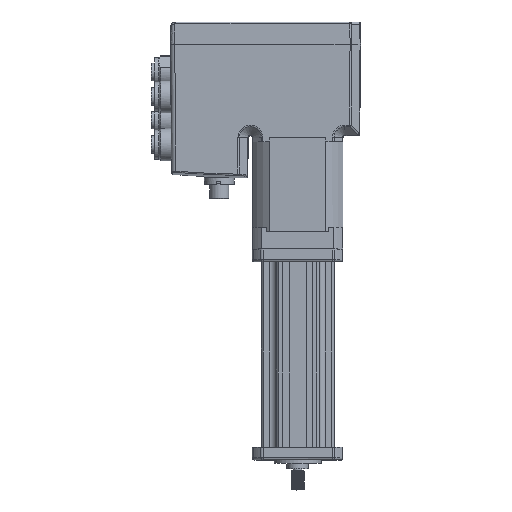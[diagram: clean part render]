
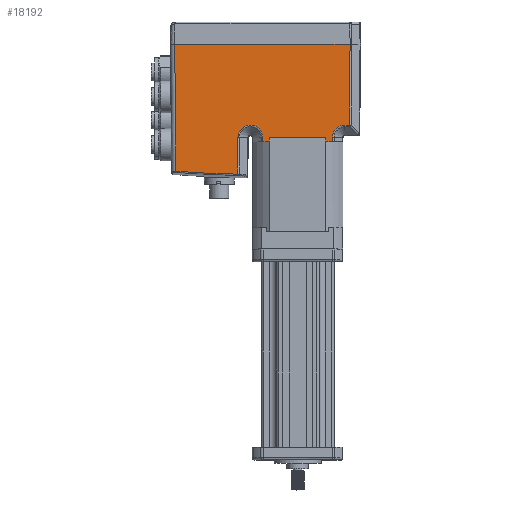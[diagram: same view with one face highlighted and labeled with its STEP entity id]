
A CAD part, top view. The second image highlights one B-rep face of the part: STEP entity #18192.
In plain terms, the highlighted planar face has unit normal (0, -0.009, 1).
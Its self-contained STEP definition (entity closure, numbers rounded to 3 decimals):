
#309=CIRCLE('',#19114,396.781);
#897=B_SPLINE_CURVE_WITH_KNOTS('',3,(#24536,#24537,#24538,#24539),
 .UNSPECIFIED.,.F.,.F.,(4,4),(0.,1.),.UNSPECIFIED.);
#898=B_SPLINE_CURVE_WITH_KNOTS('',3,(#24543,#24544,#24545,#24546),
 .UNSPECIFIED.,.F.,.F.,(4,4),(0.,1.),.UNSPECIFIED.);
#958=B_SPLINE_CURVE_WITH_KNOTS('',3,(#25789,#25790,#25791,#25792,#25793,
#25794,#25795,#25796,#25797,#25798),.UNSPECIFIED.,.F.,.F.,(4,2,2,2,4),(0.,
0.391,0.781,1.172,1.562),
 .UNSPECIFIED.);
#959=B_SPLINE_CURVE_WITH_KNOTS('',3,(#25809,#25810,#25811,#25812),
 .UNSPECIFIED.,.F.,.F.,(4,4),(0.,0.001),.UNSPECIFIED.);
#960=B_SPLINE_CURVE_WITH_KNOTS('',3,(#25813,#25814,#25815,#25816),
 .UNSPECIFIED.,.F.,.F.,(4,4),(0.,0.001),
 .UNSPECIFIED.);
#1448=(
BOUNDED_CURVE()
B_SPLINE_CURVE(3,(#25800,#25801,#25802,#25803),.UNSPECIFIED.,.F.,.F.)
B_SPLINE_CURVE_WITH_KNOTS((4,4),(0.,1.579),.UNSPECIFIED.)
CURVE()
GEOMETRIC_REPRESENTATION_ITEM()
RATIONAL_B_SPLINE_CURVE((1.,0.803,0.803,1.))
REPRESENTATION_ITEM('')
);
#1449=(
BOUNDED_CURVE()
B_SPLINE_CURVE(3,(#25822,#25823,#25824,#25825),.UNSPECIFIED.,.F.,.F.)
B_SPLINE_CURVE_WITH_KNOTS((4,4),(4.704,6.283),
 .UNSPECIFIED.)
CURVE()
GEOMETRIC_REPRESENTATION_ITEM()
RATIONAL_B_SPLINE_CURVE((1.,0.803,0.803,1.))
REPRESENTATION_ITEM('')
);
#2016=ORIENTED_EDGE('',*,*,#5564,.T.);
#2017=ORIENTED_EDGE('',*,*,#5565,.T.);
#2018=ORIENTED_EDGE('',*,*,#5566,.F.);
#2019=ORIENTED_EDGE('',*,*,#5567,.T.);
#2020=ORIENTED_EDGE('',*,*,#5568,.T.);
#2021=ORIENTED_EDGE('',*,*,#5569,.T.);
#2022=ORIENTED_EDGE('',*,*,#5570,.T.);
#2023=ORIENTED_EDGE('',*,*,#5571,.T.);
#2024=ORIENTED_EDGE('',*,*,#5572,.T.);
#2025=ORIENTED_EDGE('',*,*,#5573,.F.);
#2026=ORIENTED_EDGE('',*,*,#5574,.T.);
#2027=ORIENTED_EDGE('',*,*,#5385,.T.);
#2028=ORIENTED_EDGE('',*,*,#5384,.T.);
#2029=ORIENTED_EDGE('',*,*,#5383,.F.);
#2030=ORIENTED_EDGE('',*,*,#5575,.T.);
#2031=ORIENTED_EDGE('',*,*,#5576,.F.);
#2032=ORIENTED_EDGE('',*,*,#5577,.T.);
#2033=ORIENTED_EDGE('',*,*,#5578,.T.);
#5383=EDGE_CURVE('',#7189,#7197,#897,.T.);
#5384=EDGE_CURVE('',#7198,#7197,#8401,.T.);
#5385=EDGE_CURVE('',#7181,#7198,#898,.F.);
#5564=EDGE_CURVE('',#7345,#7346,#8469,.T.);
#5565=EDGE_CURVE('',#7346,#7347,#8470,.T.);
#5566=EDGE_CURVE('',#7348,#7347,#8471,.T.);
#5567=EDGE_CURVE('',#7348,#7349,#8472,.T.);
#5568=EDGE_CURVE('',#7349,#7350,#309,.T.);
#5569=EDGE_CURVE('',#7350,#7351,#8473,.T.);
#5570=EDGE_CURVE('',#7351,#7352,#958,.T.);
#5571=EDGE_CURVE('',#7352,#7353,#1448,.T.);
#5572=EDGE_CURVE('',#7353,#7354,#8474,.T.);
#5573=EDGE_CURVE('',#7355,#7354,#8475,.T.);
#5574=EDGE_CURVE('',#7355,#7181,#959,.T.);
#5575=EDGE_CURVE('',#7189,#7356,#960,.T.);
#5576=EDGE_CURVE('',#7357,#7356,#8476,.T.);
#5577=EDGE_CURVE('',#7357,#7358,#8477,.T.);
#5578=EDGE_CURVE('',#7358,#7345,#1449,.T.);
#7181=VERTEX_POINT('',#24477);
#7189=VERTEX_POINT('',#24493);
#7197=VERTEX_POINT('',#24540);
#7198=VERTEX_POINT('',#24542);
#7345=VERTEX_POINT('',#25777);
#7346=VERTEX_POINT('',#25778);
#7347=VERTEX_POINT('',#25780);
#7348=VERTEX_POINT('',#25782);
#7349=VERTEX_POINT('',#25784);
#7350=VERTEX_POINT('',#25786);
#7351=VERTEX_POINT('',#25788);
#7352=VERTEX_POINT('',#25799);
#7353=VERTEX_POINT('',#25804);
#7354=VERTEX_POINT('',#25806);
#7355=VERTEX_POINT('',#25808);
#7356=VERTEX_POINT('',#25817);
#7357=VERTEX_POINT('',#25819);
#7358=VERTEX_POINT('',#25821);
#8401=LINE('',#24541,#9245);
#8469=LINE('',#25776,#9313);
#8470=LINE('',#25779,#9314);
#8471=LINE('',#25781,#9315);
#8472=LINE('',#25783,#9316);
#8473=LINE('',#25787,#9317);
#8474=LINE('',#25805,#9318);
#8475=LINE('',#25807,#9319);
#8476=LINE('',#25818,#9320);
#8477=LINE('',#25820,#9321);
#9245=VECTOR('',#20668,1000.);
#9313=VECTOR('',#20922,1000.);
#9314=VECTOR('',#20923,1000.);
#9315=VECTOR('',#20924,1000.);
#9316=VECTOR('',#20925,1000.);
#9317=VECTOR('',#20928,1000.);
#9318=VECTOR('',#20929,1000.);
#9319=VECTOR('',#20930,1000.);
#9320=VECTOR('',#20931,1000.);
#9321=VECTOR('',#20932,1000.);
#10101=EDGE_LOOP('',(#2016,#2017,#2018,#2019,#2020,#2021,#2022,#2023,#2024,
#2025,#2026,#2027,#2028,#2029,#2030,#2031,#2032,#2033));
#11138=FACE_BOUND('',#10101,.T.);
#12129=PLANE('',#19113);
#18192=ADVANCED_FACE('',(#11138),#12129,.T.);
#19113=AXIS2_PLACEMENT_3D('',#25775,#20920,#20921);
#19114=AXIS2_PLACEMENT_3D('',#25785,#20926,#20927);
#20668=DIRECTION('',(1.,0.,0.));
#20920=DIRECTION('',(0.,-0.009,1.));
#20921=DIRECTION('',(0.,-1.,-0.009));
#20922=DIRECTION('',(1.,0.,0.));
#20923=DIRECTION('',(0.004,1.,0.009));
#20924=DIRECTION('',(1.,0.,0.));
#20925=DIRECTION('',(0.009,-1.,-0.009));
#20926=DIRECTION('',(0.,-0.009,1.));
#20927=DIRECTION('',(-0.085,-0.996,-0.009));
#20928=DIRECTION('',(0.009,1.,0.009));
#20929=DIRECTION('',(0.004,-1.,-0.009));
#20930=DIRECTION('',(-1.,0.,0.));
#20931=DIRECTION('',(-1.,0.,0.));
#20932=DIRECTION('',(0.004,1.,0.009));
#24477=CARTESIAN_POINT('',(-13.188,-1.603,21.144));
#24493=CARTESIAN_POINT('',(13.188,-1.603,21.144));
#24536=CARTESIAN_POINT('',(13.188,-1.603,21.15));
#24537=CARTESIAN_POINT('',(13.184,-1.068,21.15));
#24538=CARTESIAN_POINT('',(13.179,-0.534,21.15));
#24539=CARTESIAN_POINT('',(13.174,0.,21.15));
#24540=CARTESIAN_POINT('',(13.174,0.,21.15));
#24541=CARTESIAN_POINT('',(0.,0.,21.15));
#24542=CARTESIAN_POINT('',(-13.174,0.,21.15));
#24543=CARTESIAN_POINT('',(-13.174,0.,21.15));
#24544=CARTESIAN_POINT('',(-13.179,-0.534,21.15));
#24545=CARTESIAN_POINT('',(-13.184,-1.068,21.15));
#24546=CARTESIAN_POINT('',(-13.188,-1.603,21.15));
#25775=CARTESIAN_POINT('',(0.,0.,21.15));
#25776=CARTESIAN_POINT('',(29.047,5.831,21.201));
#25777=CARTESIAN_POINT('',(22.075,5.831,21.201));
#25778=CARTESIAN_POINT('',(24.329,5.831,21.201));
#25779=CARTESIAN_POINT('',(24.308,-0.088,21.149));
#25780=CARTESIAN_POINT('',(24.465,43.5,21.53));
#25781=CARTESIAN_POINT('',(0.,43.5,21.53));
#25782=CARTESIAN_POINT('',(-57.38,43.5,21.53));
#25783=CARTESIAN_POINT('',(-56.996,-0.497,21.146));
#25784=CARTESIAN_POINT('',(-56.864,-15.64,21.014));
#25785=CARTESIAN_POINT('',(-23.333,379.707,24.464));
#25786=CARTESIAN_POINT('',(-28.013,-17.031,21.001));
#25787=CARTESIAN_POINT('',(-27.864,0.097,21.151));
#25788=CARTESIAN_POINT('',(-27.864,0.092,21.151));
#25789=CARTESIAN_POINT('',(-27.864,0.092,21.151));
#25790=CARTESIAN_POINT('',(-27.857,0.846,21.157));
#25791=CARTESIAN_POINT('',(-27.702,1.598,21.164));
#25792=CARTESIAN_POINT('',(-27.116,2.987,21.176));
#25793=CARTESIAN_POINT('',(-26.686,3.623,21.182));
#25794=CARTESIAN_POINT('',(-25.615,4.684,21.191));
#25795=CARTESIAN_POINT('',(-24.976,5.109,21.195));
#25796=CARTESIAN_POINT('',(-23.582,5.682,21.2));
#25797=CARTESIAN_POINT('',(-22.829,5.831,21.201));
#25798=CARTESIAN_POINT('',(-22.075,5.831,21.201));
#25799=CARTESIAN_POINT('',(-22.075,5.831,21.201));
#25800=CARTESIAN_POINT('',(-22.075,5.831,21.201));
#25801=CARTESIAN_POINT('',(-18.662,5.831,21.201));
#25802=CARTESIAN_POINT('',(-16.259,3.409,21.18));
#25803=CARTESIAN_POINT('',(-16.286,-0.004,21.15));
#25804=CARTESIAN_POINT('',(-16.286,-0.004,21.15));
#25805=CARTESIAN_POINT('',(-16.286,-0.059,21.149));
#25806=CARTESIAN_POINT('',(-16.279,-2.,21.133));
#25807=CARTESIAN_POINT('',(0.,-2.,21.133));
#25808=CARTESIAN_POINT('',(-13.628,-2.,21.133));
#25809=CARTESIAN_POINT('',(-13.628,-2.,21.133));
#25810=CARTESIAN_POINT('',(-13.483,-1.866,21.134));
#25811=CARTESIAN_POINT('',(-13.338,-1.732,21.135));
#25812=CARTESIAN_POINT('',(-13.191,-1.599,21.136));
#25813=CARTESIAN_POINT('',(13.191,-1.599,21.136));
#25814=CARTESIAN_POINT('',(13.338,-1.732,21.135));
#25815=CARTESIAN_POINT('',(13.483,-1.866,21.134));
#25816=CARTESIAN_POINT('',(13.628,-2.,21.133));
#25817=CARTESIAN_POINT('',(13.628,-2.,21.133));
#25818=CARTESIAN_POINT('',(0.,-2.,21.133));
#25819=CARTESIAN_POINT('',(16.279,-2.,21.133));
#25820=CARTESIAN_POINT('',(16.286,-0.059,21.149));
#25821=CARTESIAN_POINT('',(16.286,-0.004,21.15));
#25822=CARTESIAN_POINT('',(16.286,-0.004,21.15));
#25823=CARTESIAN_POINT('',(16.259,3.409,21.18));
#25824=CARTESIAN_POINT('',(18.662,5.831,21.201));
#25825=CARTESIAN_POINT('',(22.075,5.831,21.201));
